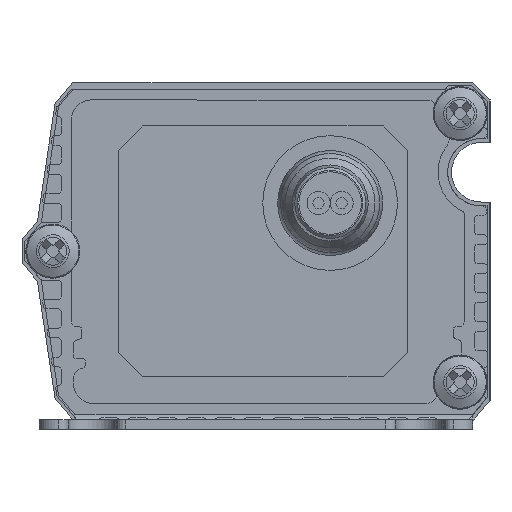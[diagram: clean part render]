
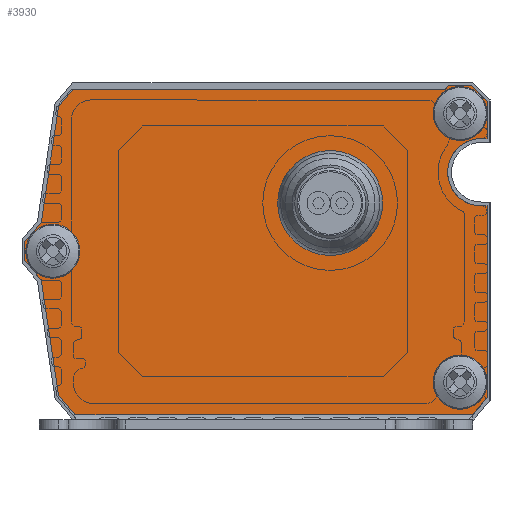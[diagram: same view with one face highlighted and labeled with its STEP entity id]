
A CAD part, left-side view. The second image highlights one B-rep face of the part: STEP entity #3930.
In plain terms, the highlighted planar face has unit normal (-1, 0, 0).
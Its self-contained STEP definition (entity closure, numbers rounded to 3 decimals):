
#3930=ADVANCED_FACE('',(#8520,#8522,#8524),#8526,.T.);
#8520=FACE_BOUND('',#8521,.T.);
#8521=EDGE_LOOP('',(#13249,#13250,#13251,#13252,#13253,#13254,#13255,#13256,#13257,
#13258,#13259,#13260,#13261,#13262,#13263,#13264,#13265,#13266,#13267,#13268,#13269,
#13270,#13271,#13272));
#8522=FACE_BOUND('',#8523,.T.);
#8523=EDGE_LOOP('',(#13273));
#8524=FACE_BOUND('',#8525,.T.);
#8525=EDGE_LOOP('',(#13274));
#8526=PLANE('',#8527);
#8527=AXIS2_PLACEMENT_3D('',#8528,#8529,#8530);
#8528=CARTESIAN_POINT('',(-101.5,-22.787,0.));
#8529=DIRECTION('',(-1.,0.,0.));
#8530=DIRECTION('',(0.,-1.,0.));
#13249=ORIENTED_EDGE('',*,*,#15827,.F.);
#13250=ORIENTED_EDGE('',*,*,#15733,.T.);
#13251=ORIENTED_EDGE('',*,*,#15731,.T.);
#13252=ORIENTED_EDGE('',*,*,#15729,.T.);
#13253=ORIENTED_EDGE('',*,*,#15727,.T.);
#13254=ORIENTED_EDGE('',*,*,#15725,.T.);
#13255=ORIENTED_EDGE('',*,*,#15828,.F.);
#13256=ORIENTED_EDGE('',*,*,#15829,.F.);
#13257=ORIENTED_EDGE('',*,*,#15724,.T.);
#13258=ORIENTED_EDGE('',*,*,#15722,.T.);
#13259=ORIENTED_EDGE('',*,*,#15720,.T.);
#13260=ORIENTED_EDGE('',*,*,#15718,.T.);
#13261=ORIENTED_EDGE('',*,*,#15716,.T.);
#13262=ORIENTED_EDGE('',*,*,#15714,.T.);
#13263=ORIENTED_EDGE('',*,*,#15712,.T.);
#13264=ORIENTED_EDGE('',*,*,#15710,.T.);
#13265=ORIENTED_EDGE('',*,*,#15708,.T.);
#13266=ORIENTED_EDGE('',*,*,#15706,.T.);
#13267=ORIENTED_EDGE('',*,*,#15704,.T.);
#13268=ORIENTED_EDGE('',*,*,#15702,.T.);
#13269=ORIENTED_EDGE('',*,*,#15830,.F.);
#13270=ORIENTED_EDGE('',*,*,#15736,.T.);
#13271=ORIENTED_EDGE('',*,*,#15734,.T.);
#13272=ORIENTED_EDGE('',*,*,#15831,.F.);
#13273=ORIENTED_EDGE('',*,*,#15832,.F.);
#13274=ORIENTED_EDGE('',*,*,#15833,.F.);
#15702=EDGE_CURVE('',#18397,#18395,#18398,.T.);
#15704=EDGE_CURVE('',#18400,#18397,#18401,.T.);
#15706=EDGE_CURVE('',#18403,#18400,#18404,.T.);
#15708=EDGE_CURVE('',#18406,#18403,#18407,.T.);
#15710=EDGE_CURVE('',#18409,#18406,#18410,.T.);
#15712=EDGE_CURVE('',#18412,#18409,#18413,.T.);
#15714=EDGE_CURVE('',#18415,#18412,#18416,.T.);
#15716=EDGE_CURVE('',#18418,#18415,#18419,.T.);
#15718=EDGE_CURVE('',#18421,#18418,#18422,.T.);
#15720=EDGE_CURVE('',#18424,#18421,#18425,.T.);
#15722=EDGE_CURVE('',#18427,#18424,#18428,.T.);
#15724=EDGE_CURVE('',#18430,#18427,#18431,.T.);
#15725=EDGE_CURVE('',#18432,#18430,#18433,.T.);
#15727=EDGE_CURVE('',#18435,#18432,#18436,.T.);
#15729=EDGE_CURVE('',#18438,#18435,#18439,.T.);
#15731=EDGE_CURVE('',#18441,#18438,#18442,.T.);
#15733=EDGE_CURVE('',#18444,#18441,#18445,.T.);
#15734=EDGE_CURVE('',#18446,#18444,#18447,.T.);
#15736=EDGE_CURVE('',#18449,#18446,#18450,.T.);
#15827=EDGE_CURVE('',#18444,#18573,#18574,.F.);
#15828=EDGE_CURVE('',#18575,#18430,#18576,.F.);
#15829=EDGE_CURVE('',#18430,#18575,#18577,.F.);
#15830=EDGE_CURVE('',#18449,#18395,#18578,.T.);
#15831=EDGE_CURVE('',#18573,#18444,#18579,.F.);
#15832=EDGE_CURVE('',#18580,#18580,#18581,.F.);
#15833=EDGE_CURVE('',#18582,#18582,#18583,.F.);
#18395=VERTEX_POINT('',#24222);
#18397=VERTEX_POINT('',#24226);
#18398=LINE('',#24227,#24228);
#18400=VERTEX_POINT('',#24233);
#18401=LINE('',#24234,#24235);
#18403=VERTEX_POINT('',#24240);
#18404=LINE('',#24241,#24242);
#18406=VERTEX_POINT('',#24247);
#18407=LINE('',#24248,#24249);
#18409=VERTEX_POINT('',#24254);
#18410=LINE('',#24255,#24256);
#18412=VERTEX_POINT('',#24261);
#18413=LINE('',#24262,#24263);
#18415=VERTEX_POINT('',#24268);
#18416=LINE('',#24269,#24270);
#18418=VERTEX_POINT('',#24275);
#18419=LINE('',#24276,#24277);
#18421=VERTEX_POINT('',#24282);
#18422=LINE('',#24283,#24284);
#18424=VERTEX_POINT('',#24289);
#18425=LINE('',#24290,#24291);
#18427=VERTEX_POINT('',#24296);
#18428=LINE('',#24297,#24298);
#18430=VERTEX_POINT('',#24303);
#18431=LINE('',#24304,#24305);
#18432=VERTEX_POINT('',#24307);
#18433=LINE('',#24308,#24309);
#18435=VERTEX_POINT('',#24314);
#18436=LINE('',#24315,#24316);
#18438=VERTEX_POINT('',#24321);
#18439=CIRCLE('',#24322,3.5);
#18441=VERTEX_POINT('',#24329);
#18442=LINE('',#24330,#24331);
#18444=VERTEX_POINT('',#24336);
#18445=LINE('',#24337,#24338);
#18446=VERTEX_POINT('',#24340);
#18447=LINE('',#24341,#24342);
#18449=VERTEX_POINT('',#24347);
#18450=LINE('',#24348,#24349);
#18573=VERTEX_POINT('',#24682);
#18574=CIRCLE('',#24683,2.8);
#18575=VERTEX_POINT('',#24687);
#18576=CIRCLE('',#24688,2.8);
#18577=CIRCLE('',#24692,2.8);
#18578=LINE('',#24696,#24697);
#18579=CIRCLE('',#24699,2.8);
#18580=VERTEX_POINT('',#24703);
#18581=CIRCLE('',#24704,2.8);
#18582=VERTEX_POINT('',#24708);
#18583=CIRCLE('',#24709,5.15);
#24222=CARTESIAN_POINT('',(-101.5,20.013,1.5));
#24226=CARTESIAN_POINT('',(-101.5,21.713,3.5));
#24227=CARTESIAN_POINT('',(-101.5,21.713,3.5));
#24228=VECTOR('',#24229,1.);
#24229=DIRECTION('',(0.,-0.648,-0.762));
#24233=CARTESIAN_POINT('',(-101.5,23.513,15.5));
#24234=CARTESIAN_POINT('',(-101.5,23.513,15.5));
#24235=VECTOR('',#24236,1.);
#24236=DIRECTION('',(0.,-0.148,-0.989));
#24240=CARTESIAN_POINT('',(-101.5,25.213,17.5));
#24241=CARTESIAN_POINT('',(-101.5,25.213,17.5));
#24242=VECTOR('',#24243,1.);
#24243=DIRECTION('',(0.,-0.648,-0.762));
#24247=CARTESIAN_POINT('',(-101.5,25.213,19.5));
#24248=CARTESIAN_POINT('',(-101.5,25.213,19.5));
#24249=VECTOR('',#24250,1.);
#24250=DIRECTION('',(0.,0.,-1.));
#24254=CARTESIAN_POINT('',(-101.5,23.513,21.5));
#24255=CARTESIAN_POINT('',(-101.5,23.513,21.5));
#24256=VECTOR('',#24257,1.);
#24257=DIRECTION('',(0.,0.648,-0.762));
#24261=CARTESIAN_POINT('',(-101.5,21.713,33.5));
#24262=CARTESIAN_POINT('',(-101.5,21.713,33.5));
#24263=VECTOR('',#24264,1.);
#24264=DIRECTION('',(0.,0.148,-0.989));
#24268=CARTESIAN_POINT('',(-101.5,20.213,35.3));
#24269=CARTESIAN_POINT('',(-101.5,20.213,35.3));
#24270=VECTOR('',#24271,1.);
#24271=DIRECTION('',(0.,0.64,-0.768));
#24275=CARTESIAN_POINT('',(-101.5,-18.387,35.3));
#24276=CARTESIAN_POINT('',(-101.5,-18.387,35.3));
#24277=VECTOR('',#24278,1.);
#24278=DIRECTION('',(0.,1.,0.));
#24282=CARTESIAN_POINT('',(-101.5,-18.787,35.7));
#24283=CARTESIAN_POINT('',(-101.5,-18.787,35.7));
#24284=VECTOR('',#24285,1.);
#24285=DIRECTION('',(0.,0.707,-0.707));
#24289=CARTESIAN_POINT('',(-101.5,-21.187,35.7));
#24290=CARTESIAN_POINT('',(-101.5,-21.187,35.7));
#24291=VECTOR('',#24292,1.);
#24292=DIRECTION('',(0.,1.,0.));
#24296=CARTESIAN_POINT('',(-101.5,-22.787,34.));
#24297=CARTESIAN_POINT('',(-101.5,-22.787,34.));
#24298=VECTOR('',#24299,1.);
#24299=DIRECTION('',(0.,0.685,0.728));
#24303=CARTESIAN_POINT('',(-101.5,-22.787,32.8));
#24304=CARTESIAN_POINT('',(-101.5,-22.787,32.8));
#24305=VECTOR('',#24306,1.);
#24306=DIRECTION('',(0.,0.,1.));
#24307=CARTESIAN_POINT('',(-101.5,-22.787,30.2));
#24308=CARTESIAN_POINT('',(-101.5,-22.787,30.2));
#24309=VECTOR('',#24310,1.);
#24310=DIRECTION('',(0.,0.,1.));
#24314=CARTESIAN_POINT('',(-101.5,-22.187,30.2));
#24315=CARTESIAN_POINT('',(-101.5,-22.187,30.2));
#24316=VECTOR('',#24317,1.);
#24317=DIRECTION('',(0.,-1.,0.));
#24321=CARTESIAN_POINT('',(-101.5,-22.187,23.2));
#24322=AXIS2_PLACEMENT_3D('',#24323,#24324,#24325);
#24323=CARTESIAN_POINT('',(-101.5,-22.187,26.7));
#24324=DIRECTION('',(1.,0.,0.));
#24325=DIRECTION('',(0.,0.,-1.));
#24329=CARTESIAN_POINT('',(-101.5,-22.787,23.2));
#24330=CARTESIAN_POINT('',(-101.5,-22.787,23.2));
#24331=VECTOR('',#24332,1.);
#24332=DIRECTION('',(0.,1.,0.));
#24336=CARTESIAN_POINT('',(-101.5,-22.787,4.9));
#24337=CARTESIAN_POINT('',(-101.5,-22.787,4.9));
#24338=VECTOR('',#24339,1.);
#24339=DIRECTION('',(0.,0.,1.));
#24340=CARTESIAN_POINT('',(-101.5,-22.787,3.3));
#24341=CARTESIAN_POINT('',(-101.5,-22.787,3.3));
#24342=VECTOR('',#24343,1.);
#24343=DIRECTION('',(0.,0.,1.));
#24347=CARTESIAN_POINT('',(-101.5,-21.287,1.5));
#24348=CARTESIAN_POINT('',(-101.5,-21.287,1.5));
#24349=VECTOR('',#24350,1.);
#24350=DIRECTION('',(0.,-0.64,0.768));
#24682=CARTESIAN_POINT('',(-101.5,-21.967,6.88));
#24683=AXIS2_PLACEMENT_3D('',#24684,#24685,#24686);
#24684=CARTESIAN_POINT('',(-101.5,-19.987,4.9));
#24685=DIRECTION('',(1.,0.,0.));
#24686=DIRECTION('',(0.,-0.707,0.707));
#24687=CARTESIAN_POINT('',(-101.5,-21.967,34.78));
#24688=AXIS2_PLACEMENT_3D('',#24689,#24690,#24691);
#24689=CARTESIAN_POINT('',(-101.5,-19.987,32.8));
#24690=DIRECTION('',(1.,0.,0.));
#24691=DIRECTION('',(0.,-1.,0.));
#24692=AXIS2_PLACEMENT_3D('',#24693,#24694,#24695);
#24693=CARTESIAN_POINT('',(-101.5,-19.987,32.8));
#24694=DIRECTION('',(1.,0.,0.));
#24695=DIRECTION('',(0.,-0.707,0.707));
#24696=CARTESIAN_POINT('',(-101.5,-21.287,1.5));
#24697=VECTOR('',#24698,1.);
#24698=DIRECTION('',(0.,1.,0.));
#24699=AXIS2_PLACEMENT_3D('',#24700,#24701,#24702);
#24700=CARTESIAN_POINT('',(-101.5,-19.987,4.9));
#24701=DIRECTION('',(1.,0.,0.));
#24702=DIRECTION('',(0.,-1.,0.));
#24703=CARTESIAN_POINT('',(-101.5,20.333,20.48));
#24704=AXIS2_PLACEMENT_3D('',#24705,#24706,#24707);
#24705=CARTESIAN_POINT('',(-101.5,22.313,18.5));
#24706=DIRECTION('',(1.,0.,0.));
#24707=DIRECTION('',(0.,-0.707,0.707));
#24708=CARTESIAN_POINT('',(-101.5,-6.487,28.65));
#24709=AXIS2_PLACEMENT_3D('',#24710,#24711,#24712);
#24710=CARTESIAN_POINT('',(-101.5,-6.487,23.5));
#24711=DIRECTION('',(1.,0.,0.));
#24712=DIRECTION('',(0.,0.,1.));
